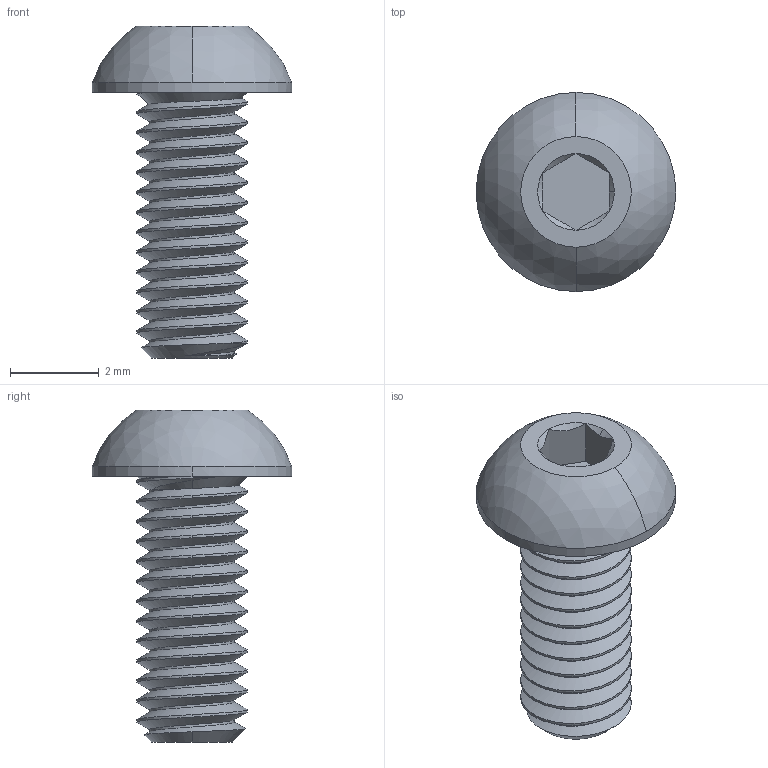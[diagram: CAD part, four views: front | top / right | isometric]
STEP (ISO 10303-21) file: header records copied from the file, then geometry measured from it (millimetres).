
FILE_DESCRIPTION (( 'STEP AP203' ), '1' );
FILE_NAME ('92095A458_Button Head Hex Drive Screw.STEP', '2021-07-08T07:22:26', ( 'Administrator' ), ( 'Managed by Terraform' ), 'SwSTEP 2.0', 'SolidWorks 2017', '' );
FILE_SCHEMA (( 'CONFIG_CONTROL_DESIGN' ));
Length unit declared in the file: millimetre
Products named in the file (1): 92095A458_Button Head Hex Drive Screw
Bounding box: 4.5 x 4.5 x 7.5 mm (x, y, z)
Volume: 39 mm3; surface area: 118.1 mm2
Topology: 1 solids, 1 shells, 56 faces, 141 edges, 89 vertices
Faces by surface type: cylinder 29, cone 12, plane 10, bspline 3, sphere 2
Entity records: 3649 total; most frequent: CARTESIAN_POINT 2420, ORIENTED_EDGE 282, DIRECTION 201, EDGE_CURVE 141, VERTEX_POINT 89, AXIS2_PLACEMENT_3D 78, EDGE_LOOP 58, FACE_OUTER_BOUND 56
